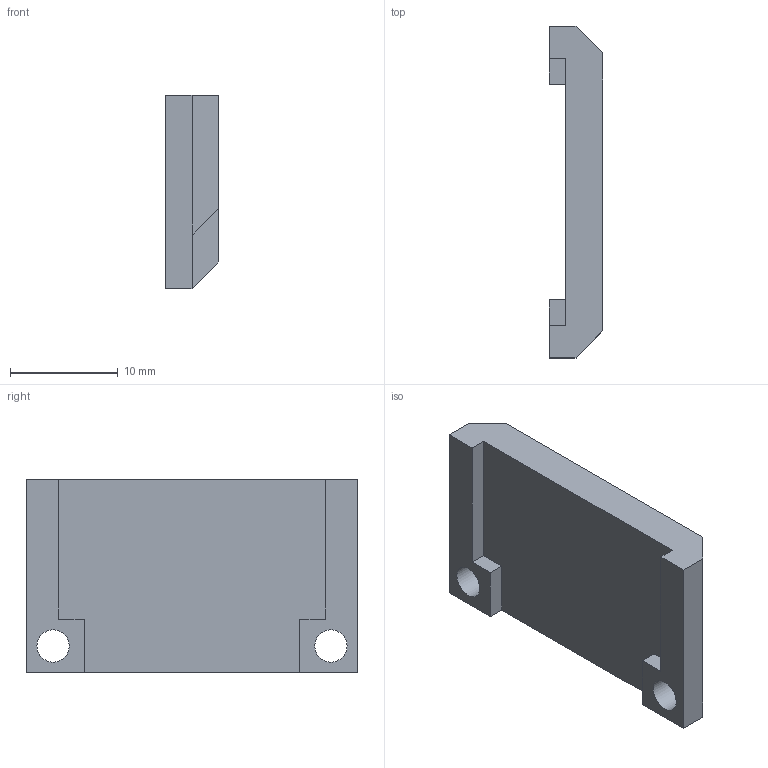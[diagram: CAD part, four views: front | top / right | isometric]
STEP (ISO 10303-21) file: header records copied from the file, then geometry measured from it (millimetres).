
FILE_DESCRIPTION(/* description */ (''),/* implementation_level */ '2;1');
FILE_NAME(/* name */ 'lid for joints.step',/* time_stamp */ '2025-07-12T21:31:06+08:00',/* author */ (''),/* organization */ (''),/* preprocessor_version */ 'ST-DEVELOPER v20.1',/* originating_system */ 'Autodesk Translation Framework v14.10.0.0',/* authorisation */ '');
FILE_SCHEMA (('AUTOMOTIVE_DESIGN { 1 0 10303 214 3 1 1 }'));
Length unit declared in the file: millimetre
Products named in the file (1): lid for joints
Bounding box: 5 x 30.8 x 18 mm (x, y, z)
Volume: 1779.7 mm3; surface area: 1500.4 mm2
Topology: 1 solids, 1 shells, 25 faces, 65 edges, 42 vertices
Faces by surface type: plane 23, cylinder 2
Full cylindrical faces by diameter (mm): 3 x2
Entity records: 799 total; most frequent: CARTESIAN_POINT 133, ORIENTED_EDGE 130, DIRECTION 121, EDGE_CURVE 65, LINE 61, VECTOR 61, VERTEX_POINT 42, AXIS2_PLACEMENT_3D 30
